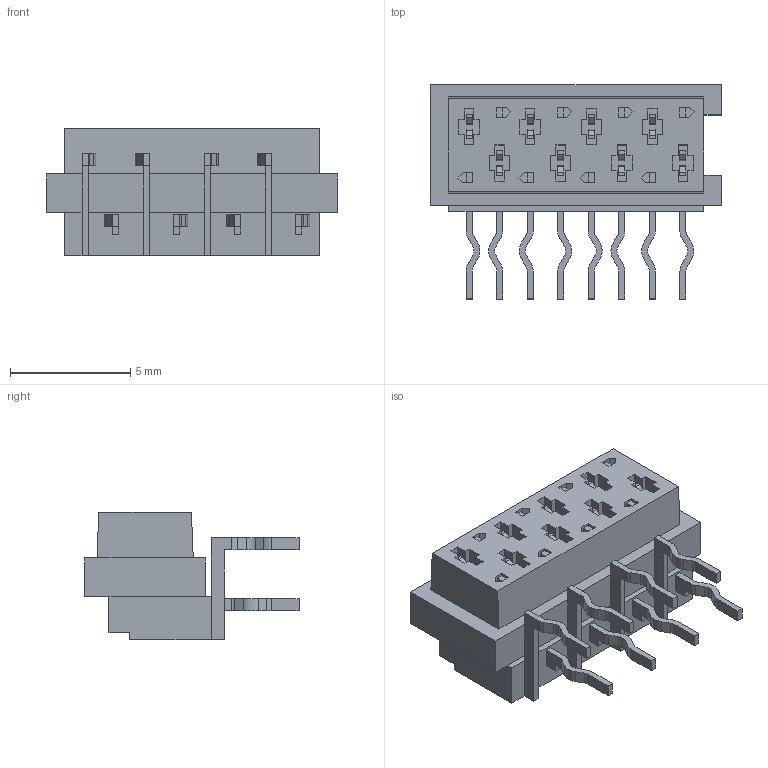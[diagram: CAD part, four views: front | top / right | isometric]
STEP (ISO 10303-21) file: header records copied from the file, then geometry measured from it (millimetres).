
FILE_DESCRIPTION((''),'2;1');
FILE_NAME('C-215460-8','2012-04-25T',('workeradm'),('Tyco Electronics Ltd.'),'PRO/ENGINEER BY PARAMETRIC TECHNOLOGY CORPORATION, 2010430','PRO/ENGINEER BY PARAMETRIC TECHNOLOGY CORPORATION, 2010430','');
FILE_SCHEMA(('AUTOMOTIVE_DESIGN { 1 0 10303 214 1 1 1 1 }'));
Length unit declared in the file: millimetre
Products named in the file (1): C-215460-8
Bounding box: 12.09 x 8.9 x 5.3 mm (x, y, z)
Volume: 250.6 mm3; surface area: 421.6 mm2
Topology: 1 solids, 1 shells, 474 faces, 1298 edges, 862 vertices
Faces by surface type: plane 410, cylinder 62, extrusion 2
Entity records: 15093 total; most frequent: CARTESIAN_POINT 2651, ORIENTED_EDGE 2596, DIRECTION 2366, EDGE_CURVE 1298, VECTOR 1172, LINE 1170, VERTEX_POINT 862, AXIS2_PLACEMENT_3D 597
